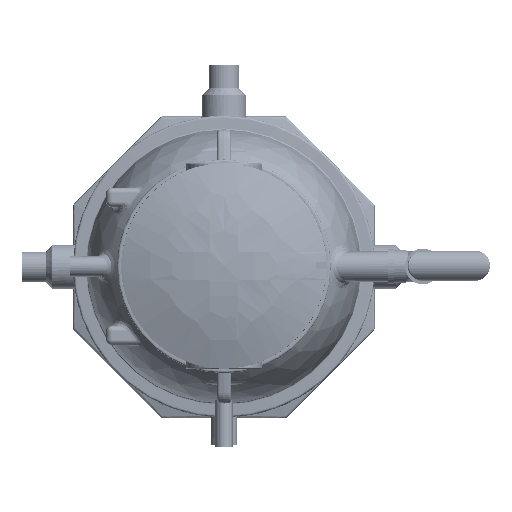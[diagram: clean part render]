
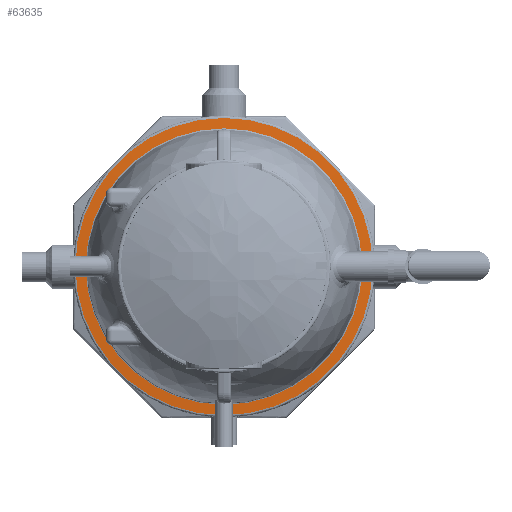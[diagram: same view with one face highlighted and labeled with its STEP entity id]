
A CAD part, top view. The second image highlights one B-rep face of the part: STEP entity #63635.
In plain terms, the highlighted conical face has half-angle 86.631 degrees and reference radius 497.635 mm.
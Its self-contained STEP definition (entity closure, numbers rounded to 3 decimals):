
#1347=CONICAL_SURFACE('',#68039,497.635,1.512);
#5167=CIRCLE('',#68040,504.461);
#5168=CIRCLE('',#68041,542.47);
#10686=ORIENTED_EDGE('',*,*,#26458,.T.);
#10687=ORIENTED_EDGE('',*,*,#26459,.F.);
#26458=EDGE_CURVE('',#34373,#34373,#5167,.T.);
#26459=EDGE_CURVE('',#34374,#34374,#5168,.T.);
#34373=VERTEX_POINT('',#99504);
#34374=VERTEX_POINT('',#99506);
#44298=EDGE_LOOP('',(#10686));
#44299=EDGE_LOOP('',(#10687));
#48907=FACE_BOUND('',#44298,.T.);
#48908=FACE_BOUND('',#44299,.T.);
#63635=ADVANCED_FACE('',(#48907,#48908),#1347,.T.);
#68039=AXIS2_PLACEMENT_3D('',#99502,#75387,#75388);
#68040=AXIS2_PLACEMENT_3D('',#99503,#75389,#75390);
#68041=AXIS2_PLACEMENT_3D('',#99505,#75391,#75392);
#75387=DIRECTION('',(0.,0.,-1.));
#75388=DIRECTION('',(-1.,0.,0.));
#75389=DIRECTION('',(0.,0.,-1.));
#75390=DIRECTION('',(-1.,0.,0.));
#75391=DIRECTION('',(0.,0.,-1.));
#75392=DIRECTION('',(-1.,0.,0.));
#99502=CARTESIAN_POINT('',(0.,0.,153.59));
#99503=CARTESIAN_POINT('',(0.,0.,153.189));
#99504=CARTESIAN_POINT('',(-504.461,0.,153.189));
#99505=CARTESIAN_POINT('',(0.,0.,150.951));
#99506=CARTESIAN_POINT('',(-542.47,0.,150.951));
